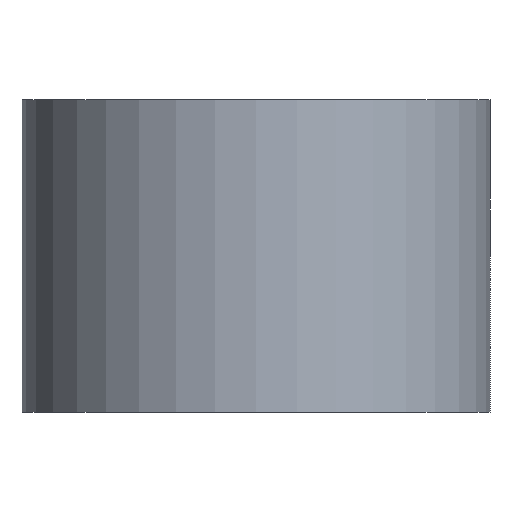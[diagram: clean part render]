
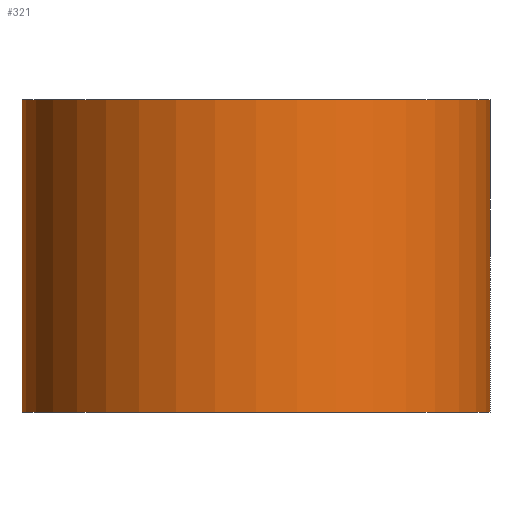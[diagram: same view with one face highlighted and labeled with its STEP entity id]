
A CAD part, front view. The second image highlights one B-rep face of the part: STEP entity #321.
In plain terms, the highlighted cylindrical face has radius 15 mm (diameter 30 mm), a partial arc.
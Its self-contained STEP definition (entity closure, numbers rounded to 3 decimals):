
#4 = DIRECTION ( 'NONE',  ( 0., 0., -1. ) ) ;
#17 = CARTESIAN_POINT ( 'NONE',  ( 0., 0., 0. ) ) ;
#22 = DIRECTION ( 'NONE',  ( 1., 0., 0. ) ) ;
#25 = CARTESIAN_POINT ( 'NONE',  ( 15., 0., 20. ) ) ;
#62 = VERTEX_POINT ( 'NONE', #228 ) ;
#66 = CARTESIAN_POINT ( 'NONE',  ( -15., 0., 0. ) ) ;
#68 = DIRECTION ( 'NONE',  ( 0., 0., -1. ) ) ;
#75 = EDGE_CURVE ( 'NONE', #337, #274, #351, .T. ) ;
#85 = LINE ( 'NONE', #25, #86 ) ;
#86 = VECTOR ( 'NONE', #4, 1000. ) ;
#112 = CIRCLE ( 'NONE', #272, 15. ) ;
#114 = CARTESIAN_POINT ( 'NONE',  ( -15., 0., 20. ) ) ;
#123 = ORIENTED_EDGE ( 'NONE', *, *, #301, .F. ) ;
#149 = AXIS2_PLACEMENT_3D ( 'NONE', #364, #68, #363 ) ;
#152 = ORIENTED_EDGE ( 'NONE', *, *, #304, .F. ) ;
#157 = ORIENTED_EDGE ( 'NONE', *, *, #75, .T. ) ;
#166 = DIRECTION ( 'NONE',  ( 0., 0., -1. ) ) ;
#168 = DIRECTION ( 'NONE',  ( 0., 0., 1. ) ) ;
#180 = EDGE_LOOP ( 'NONE', ( #152, #123, #367, #157 ) ) ;
#202 = EDGE_CURVE ( 'NONE', #62, #337, #390, .T. ) ;
#203 = CARTESIAN_POINT ( 'NONE',  ( 0., 0., 20. ) ) ;
#205 = CARTESIAN_POINT ( 'NONE',  ( 15., 0., 0. ) ) ;
#228 = CARTESIAN_POINT ( 'NONE',  ( -15., 0., 20. ) ) ;
#266 = DIRECTION ( 'NONE',  ( 1., 0., 0. ) ) ;
#272 = AXIS2_PLACEMENT_3D ( 'NONE', #203, #336, #266 ) ;
#274 = VERTEX_POINT ( 'NONE', #205 ) ;
#298 = CYLINDRICAL_SURFACE ( 'NONE', #149, 15. ) ;
#299 = AXIS2_PLACEMENT_3D ( 'NONE', #17, #168, #22 ) ;
#301 = EDGE_CURVE ( 'NONE', #62, #354, #112, .T. ) ;
#304 = EDGE_CURVE ( 'NONE', #354, #274, #85, .T. ) ;
#305 = VECTOR ( 'NONE', #166, 1000. ) ;
#321 = ADVANCED_FACE ( 'NONE', ( #344 ), #298, .T. ) ;
#336 = DIRECTION ( 'NONE',  ( 0., 0., 1. ) ) ;
#337 = VERTEX_POINT ( 'NONE', #66 ) ;
#344 = FACE_OUTER_BOUND ( 'NONE', #180, .T. ) ;
#351 = CIRCLE ( 'NONE', #299, 15. ) ;
#354 = VERTEX_POINT ( 'NONE', #368 ) ;
#363 = DIRECTION ( 'NONE',  ( -1., 0., 0. ) ) ;
#364 = CARTESIAN_POINT ( 'NONE',  ( 0., 0., 20. ) ) ;
#367 = ORIENTED_EDGE ( 'NONE', *, *, #202, .T. ) ;
#368 = CARTESIAN_POINT ( 'NONE',  ( 15., 0., 20. ) ) ;
#390 = LINE ( 'NONE', #114, #305 ) ;
